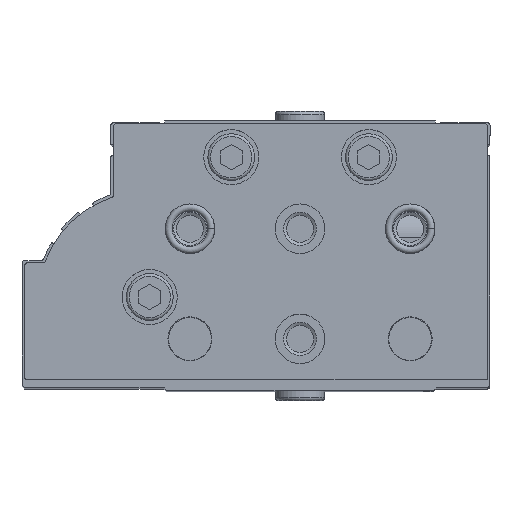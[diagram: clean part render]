
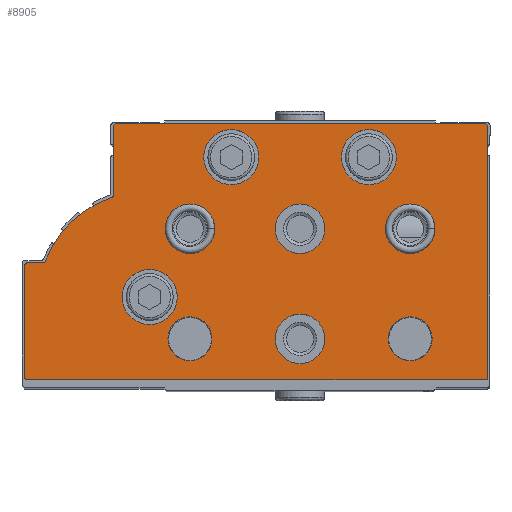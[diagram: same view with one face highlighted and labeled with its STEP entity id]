
A CAD part, top view. The second image highlights one B-rep face of the part: STEP entity #8905.
In plain terms, the highlighted face is planar.
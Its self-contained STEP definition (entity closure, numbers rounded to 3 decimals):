
#914=LINE('',#15077,#1635);
#916=LINE('',#15081,#1637);
#919=LINE('',#15089,#1640);
#922=LINE('',#15097,#1643);
#927=LINE('',#15113,#1648);
#930=LINE('',#15121,#1651);
#1635=VECTOR('',#12207,1000.);
#1637=VECTOR('',#12211,1000.);
#1640=VECTOR('',#12220,1000.);
#1643=VECTOR('',#12229,1000.);
#1648=VECTOR('',#12248,1000.);
#1651=VECTOR('',#12257,1000.);
#3526=ORIENTED_EDGE('',*,*,#5148,.T.);
#3527=ORIENTED_EDGE('',*,*,#5149,.T.);
#3528=ORIENTED_EDGE('',*,*,#5150,.T.);
#3529=ORIENTED_EDGE('',*,*,#5151,.T.);
#3530=ORIENTED_EDGE('',*,*,#5152,.T.);
#3531=ORIENTED_EDGE('',*,*,#5153,.T.);
#3532=ORIENTED_EDGE('',*,*,#5154,.T.);
#3533=ORIENTED_EDGE('',*,*,#5155,.T.);
#3534=ORIENTED_EDGE('',*,*,#5156,.T.);
#3535=ORIENTED_EDGE('',*,*,#5121,.F.);
#3536=ORIENTED_EDGE('',*,*,#5146,.F.);
#3537=ORIENTED_EDGE('',*,*,#5144,.F.);
#3538=ORIENTED_EDGE('',*,*,#5142,.F.);
#3539=ORIENTED_EDGE('',*,*,#5140,.T.);
#3540=ORIENTED_EDGE('',*,*,#5138,.F.);
#3541=ORIENTED_EDGE('',*,*,#5136,.T.);
#3542=ORIENTED_EDGE('',*,*,#5134,.F.);
#3543=ORIENTED_EDGE('',*,*,#5132,.F.);
#3544=ORIENTED_EDGE('',*,*,#5130,.F.);
#3545=ORIENTED_EDGE('',*,*,#5128,.F.);
#3546=ORIENTED_EDGE('',*,*,#5126,.F.);
#3547=ORIENTED_EDGE('',*,*,#5124,.F.);
#5121=EDGE_CURVE('',#6107,#6108,#6625,.T.);
#5124=EDGE_CURVE('',#6108,#6109,#914,.T.);
#5126=EDGE_CURVE('',#6109,#6110,#916,.T.);
#5128=EDGE_CURVE('',#6110,#6111,#6626,.T.);
#5130=EDGE_CURVE('',#6111,#6112,#919,.T.);
#5132=EDGE_CURVE('',#6112,#6113,#6627,.T.);
#5134=EDGE_CURVE('',#6113,#6114,#922,.T.);
#5136=EDGE_CURVE('',#6115,#6114,#6628,.T.);
#5138=EDGE_CURVE('',#6115,#6116,#6629,.T.);
#5140=EDGE_CURVE('',#6117,#6116,#6630,.T.);
#5142=EDGE_CURVE('',#6117,#6118,#927,.T.);
#5144=EDGE_CURVE('',#6118,#6119,#6631,.T.);
#5146=EDGE_CURVE('',#6119,#6107,#930,.T.);
#5148=EDGE_CURVE('',#6120,#6120,#6632,.T.);
#5149=EDGE_CURVE('',#6121,#6121,#6633,.T.);
#5150=EDGE_CURVE('',#6122,#6122,#6634,.T.);
#5151=EDGE_CURVE('',#6123,#6123,#6635,.T.);
#5152=EDGE_CURVE('',#6124,#6124,#6636,.T.);
#5153=EDGE_CURVE('',#6125,#6125,#6637,.T.);
#5154=EDGE_CURVE('',#6126,#6126,#6638,.T.);
#5155=EDGE_CURVE('',#6127,#6127,#6639,.T.);
#5156=EDGE_CURVE('',#6128,#6128,#6640,.T.);
#6107=VERTEX_POINT('',#15072);
#6108=VERTEX_POINT('',#15073);
#6109=VERTEX_POINT('',#15078);
#6110=VERTEX_POINT('',#15082);
#6111=VERTEX_POINT('',#15086);
#6112=VERTEX_POINT('',#15090);
#6113=VERTEX_POINT('',#15094);
#6114=VERTEX_POINT('',#15098);
#6115=VERTEX_POINT('',#15102);
#6116=VERTEX_POINT('',#15106);
#6117=VERTEX_POINT('',#15110);
#6118=VERTEX_POINT('',#15114);
#6119=VERTEX_POINT('',#15118);
#6120=VERTEX_POINT('',#15125);
#6121=VERTEX_POINT('',#15127);
#6122=VERTEX_POINT('',#15129);
#6123=VERTEX_POINT('',#15131);
#6124=VERTEX_POINT('',#15133);
#6125=VERTEX_POINT('',#15135);
#6126=VERTEX_POINT('',#15137);
#6127=VERTEX_POINT('',#15139);
#6128=VERTEX_POINT('',#15141);
#6625=CIRCLE('',#9982,0.5);
#6626=CIRCLE('',#9986,0.5);
#6627=CIRCLE('',#9989,0.5);
#6628=CIRCLE('',#9992,0.5);
#6629=CIRCLE('',#9994,19.5);
#6630=CIRCLE('',#9996,0.5);
#6631=CIRCLE('',#9999,0.5);
#6632=CIRCLE('',#10002,5.);
#6633=CIRCLE('',#10003,5.);
#6634=CIRCLE('',#10004,5.);
#6635=CIRCLE('',#10005,4.5);
#6636=CIRCLE('',#10006,4.5);
#6637=CIRCLE('',#10007,4.5);
#6638=CIRCLE('',#10008,4.5);
#6639=CIRCLE('',#10009,4.);
#6640=CIRCLE('',#10010,4.);
#7226=EDGE_LOOP('',(#3526));
#7227=EDGE_LOOP('',(#3527));
#7228=EDGE_LOOP('',(#3528));
#7229=EDGE_LOOP('',(#3529));
#7230=EDGE_LOOP('',(#3530));
#7231=EDGE_LOOP('',(#3531));
#7232=EDGE_LOOP('',(#3532));
#7233=EDGE_LOOP('',(#3533));
#7234=EDGE_LOOP('',(#3534));
#7235=EDGE_LOOP('',(#3535,#3536,#3537,#3538,#3539,#3540,#3541,#3542,#3543,
#3544,#3545,#3546,#3547));
#7988=FACE_BOUND('',#7226,.T.);
#7989=FACE_BOUND('',#7227,.T.);
#7990=FACE_BOUND('',#7228,.T.);
#7991=FACE_BOUND('',#7229,.T.);
#7992=FACE_BOUND('',#7230,.T.);
#7993=FACE_BOUND('',#7231,.T.);
#7994=FACE_BOUND('',#7232,.T.);
#7995=FACE_BOUND('',#7233,.T.);
#7996=FACE_BOUND('',#7234,.T.);
#7997=FACE_BOUND('',#7235,.T.);
#8461=PLANE('',#10001);
#8905=ADVANCED_FACE('',(#7988,#7989,#7990,#7991,#7992,#7993,#7994,#7995,
#7996,#7997),#8461,.F.);
#9982=AXIS2_PLACEMENT_3D('',#15071,#12201,#12202);
#9986=AXIS2_PLACEMENT_3D('',#15085,#12215,#12216);
#9989=AXIS2_PLACEMENT_3D('',#15093,#12224,#12225);
#9992=AXIS2_PLACEMENT_3D('',#15101,#12233,#12234);
#9994=AXIS2_PLACEMENT_3D('',#15105,#12238,#12239);
#9996=AXIS2_PLACEMENT_3D('',#15109,#12243,#12244);
#9999=AXIS2_PLACEMENT_3D('',#15117,#12252,#12253);
#10001=AXIS2_PLACEMENT_3D('',#15123,#12259,#12260);
#10002=AXIS2_PLACEMENT_3D('',#15124,#12261,#12262);
#10003=AXIS2_PLACEMENT_3D('',#15126,#12263,#12264);
#10004=AXIS2_PLACEMENT_3D('',#15128,#12265,#12266);
#10005=AXIS2_PLACEMENT_3D('',#15130,#12267,#12268);
#10006=AXIS2_PLACEMENT_3D('',#15132,#12269,#12270);
#10007=AXIS2_PLACEMENT_3D('',#15134,#12271,#12272);
#10008=AXIS2_PLACEMENT_3D('',#15136,#12273,#12274);
#10009=AXIS2_PLACEMENT_3D('',#15138,#12275,#12276);
#10010=AXIS2_PLACEMENT_3D('',#15140,#12277,#12278);
#12201=DIRECTION('',(0.,0.,1.));
#12202=DIRECTION('',(1.,0.,0.));
#12207=DIRECTION('',(0.,-1.,0.));
#12211=DIRECTION('',(1.,0.,0.));
#12215=DIRECTION('',(0.,0.,1.));
#12216=DIRECTION('',(1.,0.,0.));
#12220=DIRECTION('',(0.,1.,0.));
#12224=DIRECTION('',(0.,0.,1.));
#12225=DIRECTION('',(1.,0.,0.));
#12229=DIRECTION('',(-1.,0.,0.));
#12233=DIRECTION('',(0.,0.,1.));
#12234=DIRECTION('',(1.,0.,0.));
#12238=DIRECTION('',(0.,0.,1.));
#12239=DIRECTION('',(1.,0.,0.));
#12243=DIRECTION('',(0.,0.,1.));
#12244=DIRECTION('',(1.,0.,0.));
#12248=DIRECTION('',(0.,1.,0.));
#12252=DIRECTION('',(0.,0.,1.));
#12253=DIRECTION('',(1.,0.,0.));
#12257=DIRECTION('',(-1.,0.,0.));
#12259=DIRECTION('',(0.,0.,1.));
#12260=DIRECTION('',(1.,0.,0.));
#12261=DIRECTION('',(0.,0.,1.));
#12262=DIRECTION('',(1.,0.,0.));
#12263=DIRECTION('',(0.,0.,1.));
#12264=DIRECTION('',(1.,0.,0.));
#12265=DIRECTION('',(0.,0.,1.));
#12266=DIRECTION('',(1.,0.,0.));
#12267=DIRECTION('',(0.,0.,1.));
#12268=DIRECTION('',(1.,0.,0.));
#12269=DIRECTION('',(0.,0.,1.));
#12270=DIRECTION('',(1.,0.,0.));
#12271=DIRECTION('',(0.,0.,1.));
#12272=DIRECTION('',(1.,0.,0.));
#12273=DIRECTION('',(0.,0.,1.));
#12274=DIRECTION('',(1.,0.,0.));
#12275=DIRECTION('',(0.,0.,1.));
#12276=DIRECTION('',(1.,0.,0.));
#12277=DIRECTION('',(0.,0.,1.));
#12278=DIRECTION('',(1.,0.,0.));
#15071=CARTESIAN_POINT('',(0.5,46.,0.));
#15072=CARTESIAN_POINT('',(0.5,46.5,0.));
#15073=CARTESIAN_POINT('',(0.,46.,0.));
#15077=CARTESIAN_POINT('',(0.,46.,0.));
#15078=CARTESIAN_POINT('',(0.,0.,0.));
#15081=CARTESIAN_POINT('',(0.,0.,0.));
#15082=CARTESIAN_POINT('',(83.5,0.,0.));
#15085=CARTESIAN_POINT('',(83.5,0.5,0.));
#15086=CARTESIAN_POINT('',(84.,0.5,0.));
#15089=CARTESIAN_POINT('',(84.,0.5,0.));
#15090=CARTESIAN_POINT('',(84.,20.7,0.));
#15093=CARTESIAN_POINT('',(83.5,20.7,0.));
#15094=CARTESIAN_POINT('',(83.5,21.2,0.));
#15097=CARTESIAN_POINT('',(83.5,21.2,0.));
#15098=CARTESIAN_POINT('',(80.697,21.2,0.));
#15101=CARTESIAN_POINT('',(80.697,21.7,0.));
#15102=CARTESIAN_POINT('',(80.23,21.523,0.));
#15105=CARTESIAN_POINT('',(62.,14.6,0.));
#15106=CARTESIAN_POINT('',(68.191,33.091,0.));
#15109=CARTESIAN_POINT('',(68.35,33.565,0.));
#15110=CARTESIAN_POINT('',(67.85,33.565,0.));
#15113=CARTESIAN_POINT('',(67.85,33.565,0.));
#15114=CARTESIAN_POINT('',(67.85,46.,0.));
#15117=CARTESIAN_POINT('',(67.35,46.,0.));
#15118=CARTESIAN_POINT('',(67.35,46.5,0.));
#15121=CARTESIAN_POINT('',(67.35,46.5,0.));
#15123=CARTESIAN_POINT('',(0.5,46.,0.));
#15124=CARTESIAN_POINT('',(61.3,15.,0.));
#15125=CARTESIAN_POINT('',(66.3,15.,0.));
#15126=CARTESIAN_POINT('',(46.5,40.4,0.));
#15127=CARTESIAN_POINT('',(51.5,40.4,0.));
#15128=CARTESIAN_POINT('',(21.5,40.4,0.));
#15129=CARTESIAN_POINT('',(26.5,40.4,0.));
#15130=CARTESIAN_POINT('',(54.,27.4,0.));
#15131=CARTESIAN_POINT('',(58.5,27.4,0.));
#15132=CARTESIAN_POINT('',(34.,27.4,0.));
#15133=CARTESIAN_POINT('',(38.5,27.4,0.));
#15134=CARTESIAN_POINT('',(14.,27.4,0.));
#15135=CARTESIAN_POINT('',(18.5,27.4,0.));
#15136=CARTESIAN_POINT('',(34.,7.4,0.));
#15137=CARTESIAN_POINT('',(38.5,7.4,0.));
#15138=CARTESIAN_POINT('',(54.,7.4,0.));
#15139=CARTESIAN_POINT('',(58.,7.4,0.));
#15140=CARTESIAN_POINT('',(14.,7.4,0.));
#15141=CARTESIAN_POINT('',(18.,7.4,0.));
